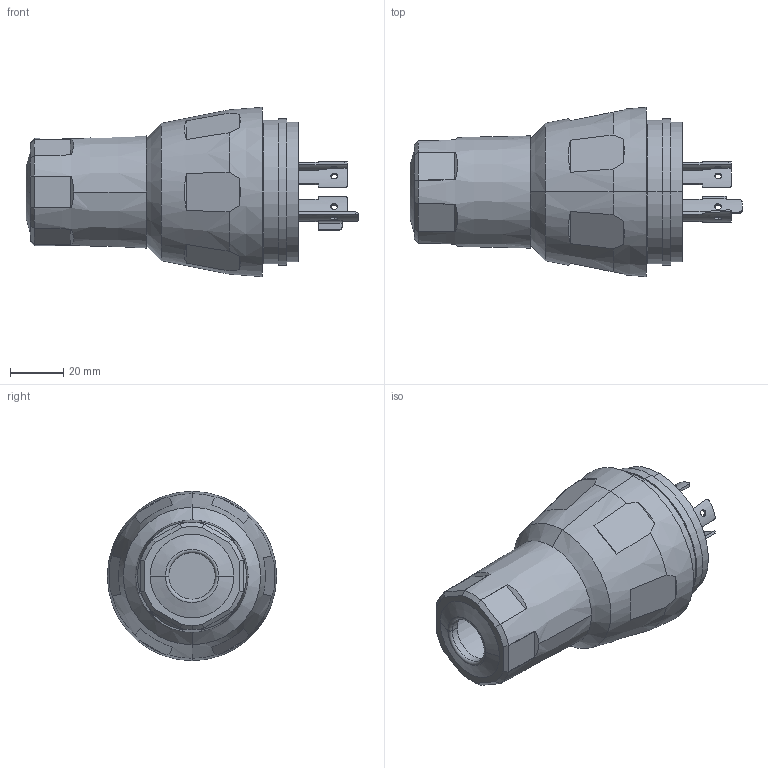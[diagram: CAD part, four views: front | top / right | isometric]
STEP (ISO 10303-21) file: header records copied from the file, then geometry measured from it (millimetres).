
FILE_DESCRIPTION (( 'STEP AP214' ), '1' );
FILE_NAME ('BRY26W75.step', '2016-08-29T18:35:58', ( '' ), ( '' ), 'SwSTEP 2.0', 'SolidWorks 2016', '' );
FILE_SCHEMA (( 'AUTOMOTIVE_DESIGN' ));
Length unit declared in the file: millimetre
Products named in the file (1): BRY26W75
Bounding box: 124.87 x 63.7 x 63.7 mm (x, y, z)
Volume: 187584.1 mm3; surface area: 37877.5 mm2
Topology: 8 solids, 8 shells, 195 faces, 511 edges, 336 vertices
Faces by surface type: plane 117, cylinder 55, cone 21, torus 2
Entity records: 6962 total; most frequent: CARTESIAN_POINT 1778, ORIENTED_EDGE 1022, DIRECTION 924, EDGE_CURVE 511, AXIS2_PLACEMENT_3D 338, VERTEX_POINT 336, LINE 248, VECTOR 248
